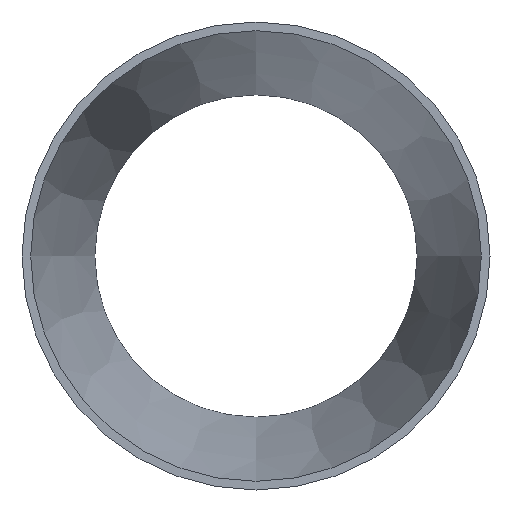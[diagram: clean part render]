
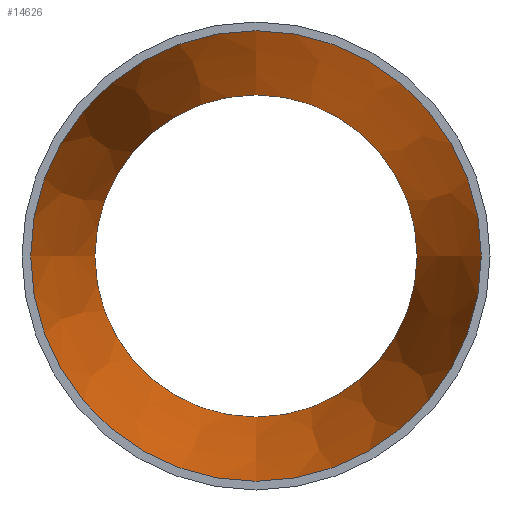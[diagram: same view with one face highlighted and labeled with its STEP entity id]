
A CAD part, front view. The second image highlights one B-rep face of the part: STEP entity #14626.
In plain terms, the highlighted conical face has half-angle 11.183 degrees and reference radius 105.473 mm.
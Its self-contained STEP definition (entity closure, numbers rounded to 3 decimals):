
#980 = EDGE_LOOP ( 'NONE', ( #9423 ) ) ;
#3098 = DIRECTION ( 'NONE',  ( 0., -1., 0. ) ) ;
#3114 = CONICAL_SURFACE ( 'NONE', #12265, 105.473, 0.195 ) ;
#4421 = CIRCLE ( 'NONE', #21091, 75.423 ) ;
#4739 = FACE_BOUND ( 'NONE', #20685, .T. ) ;
#5262 = VERTEX_POINT ( 'NONE', #27117 ) ;
#6811 = FACE_OUTER_BOUND ( 'NONE', #980, .T. ) ;
#8196 = CARTESIAN_POINT ( 'NONE',  ( 0., 152., 0. ) ) ;
#8443 = EDGE_CURVE ( 'NONE', #25860, #25860, #4421, .T. ) ;
#9374 = DIRECTION ( 'NONE',  ( 0., -1., 0. ) ) ;
#9423 = ORIENTED_EDGE ( 'NONE', *, *, #13096, .T. ) ;
#12101 = AXIS2_PLACEMENT_3D ( 'NONE', #18697, #9374, #16332 ) ;
#12265 = AXIS2_PLACEMENT_3D ( 'NONE', #23729, #25978, #16626 ) ;
#13096 = EDGE_CURVE ( 'NONE', #5262, #5262, #21675, .T. ) ;
#14626 = ADVANCED_FACE ( 'NONE', ( #4739, #6811 ), #3114, .F. ) ;
#16332 = DIRECTION ( 'NONE',  ( 0., 0., -1. ) ) ;
#16626 = DIRECTION ( 'NONE',  ( 0., 0., -1. ) ) ;
#18697 = CARTESIAN_POINT ( 'NONE',  ( 0., 0., 0. ) ) ;
#19585 = DIRECTION ( 'NONE',  ( 0., 0., -1. ) ) ;
#20685 = EDGE_LOOP ( 'NONE', ( #26643 ) ) ;
#21091 = AXIS2_PLACEMENT_3D ( 'NONE', #8196, #3098, #19585 ) ;
#21675 = CIRCLE ( 'NONE', #12101, 105.473 ) ;
#23729 = CARTESIAN_POINT ( 'NONE',  ( 0., 0., 0. ) ) ;
#23771 = CARTESIAN_POINT ( 'NONE',  ( 0., 152., -75.423 ) ) ;
#25860 = VERTEX_POINT ( 'NONE', #23771 ) ;
#25978 = DIRECTION ( 'NONE',  ( 0., -1., 0. ) ) ;
#26643 = ORIENTED_EDGE ( 'NONE', *, *, #8443, .F. ) ;
#27117 = CARTESIAN_POINT ( 'NONE',  ( 0., 0., -105.473 ) ) ;
